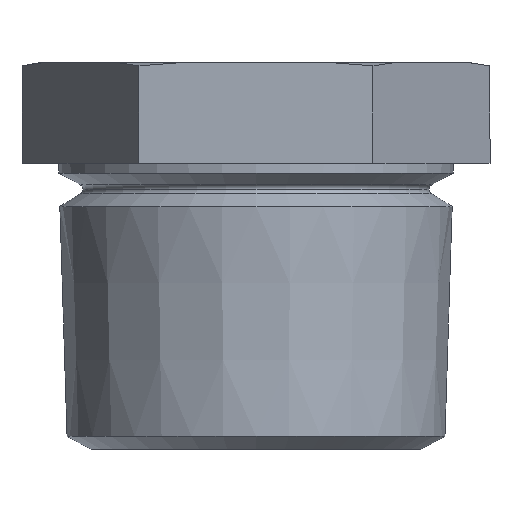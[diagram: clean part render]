
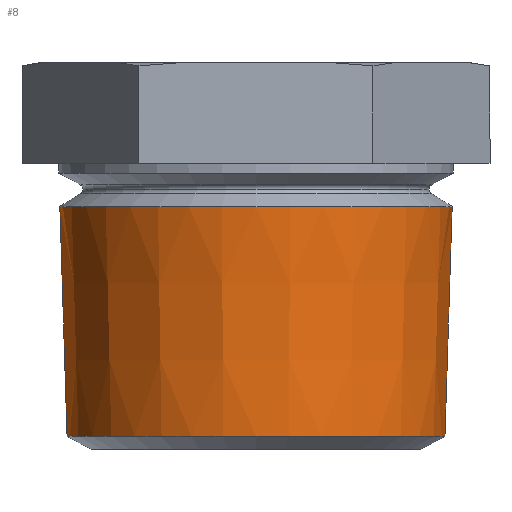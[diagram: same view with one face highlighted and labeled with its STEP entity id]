
A CAD part, front view. The second image highlights one B-rep face of the part: STEP entity #8.
In plain terms, the highlighted conical face has half-angle 1.8 degrees and reference radius 10.233 mm.
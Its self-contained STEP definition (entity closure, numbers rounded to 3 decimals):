
#1 = ORIENTED_EDGE ( 'NONE', *, *, #45, .F. ) ;
#2 = ORIENTED_EDGE ( 'NONE', *, *, #4, .T. ) ;
#3 = ORIENTED_EDGE ( 'NONE', *, *, #15, .T. ) ;
#4 = EDGE_CURVE ( 'NONE', #152, #156, #495, .T. ) ;
#5 = ORIENTED_EDGE ( 'NONE', *, *, #7, .F. ) ;
#6 = EDGE_LOOP ( 'NONE', ( #5, #2, #3, #1 ) ) ;
#7 = EDGE_CURVE ( 'NONE', #152, #117, #471, .T. ) ;
#8 = ADVANCED_FACE ( 'NONE', ( #388 ), #426, .T. ) ;
#15 = EDGE_CURVE ( 'NONE', #156, #136, #387, .T. ) ;
#45 = EDGE_CURVE ( 'NONE', #117, #136, #486, .T. ) ;
#117 = VERTEX_POINT ( 'NONE', #592 ) ;
#136 = VERTEX_POINT ( 'NONE', #650 ) ;
#152 = VERTEX_POINT ( 'NONE', #674 ) ;
#156 = VERTEX_POINT ( 'NONE', #1030 ) ;
#376 = DIRECTION ( 'NONE',  ( 0.031, 0., 1. ) ) ;
#377 = VECTOR ( 'NONE', #376, 1000. ) ;
#378 = CARTESIAN_POINT ( 'NONE',  ( 10.233, 0., -10.5 ) ) ;
#387 = LINE ( 'NONE', #378, #377 ) ;
#388 = FACE_OUTER_BOUND ( 'NONE', #6, .T. ) ;
#389 = DIRECTION ( 'NONE',  ( -0.031, 0., 1. ) ) ;
#390 = VECTOR ( 'NONE', #389, 1000. ) ;
#391 = DIRECTION ( 'NONE',  ( 0., 0., 1. ) ) ;
#392 = CARTESIAN_POINT ( 'NONE',  ( 0., 0., -9.797 ) ) ;
#393 = AXIS2_PLACEMENT_3D ( 'NONE', #392, #391, #472 ) ;
#394 = CARTESIAN_POINT ( 'NONE',  ( -10.233, 0., -10.5 ) ) ;
#424 = DIRECTION ( 'NONE',  ( 0., 0., 1. ) ) ;
#425 = CARTESIAN_POINT ( 'NONE',  ( 0., 0., -10.5 ) ) ;
#426 = CONICAL_SURFACE ( 'NONE', #427, 10.233, 0.031 ) ;
#427 = AXIS2_PLACEMENT_3D ( 'NONE', #425, #424, #492 ) ;
#471 = LINE ( 'NONE', #394, #390 ) ;
#472 = DIRECTION ( 'NONE',  ( 1., 0., 0. ) ) ;
#482 = DIRECTION ( 'NONE',  ( 1., 0., 0. ) ) ;
#483 = DIRECTION ( 'NONE',  ( 0., 0., 1. ) ) ;
#484 = CARTESIAN_POINT ( 'NONE',  ( 0., 0., 2.687 ) ) ;
#485 = AXIS2_PLACEMENT_3D ( 'NONE', #484, #483, #482 ) ;
#486 = CIRCLE ( 'NONE', #485, 10.648 ) ;
#492 = DIRECTION ( 'NONE',  ( 1., 0., 0. ) ) ;
#495 = CIRCLE ( 'NONE', #393, 10.256 ) ;
#592 = CARTESIAN_POINT ( 'NONE',  ( -10.648, 0., 2.687 ) ) ;
#650 = CARTESIAN_POINT ( 'NONE',  ( 10.648, 0., 2.687 ) ) ;
#674 = CARTESIAN_POINT ( 'NONE',  ( -10.256, 0., -9.797 ) ) ;
#1030 = CARTESIAN_POINT ( 'NONE',  ( 10.256, 0., -9.797 ) ) ;
